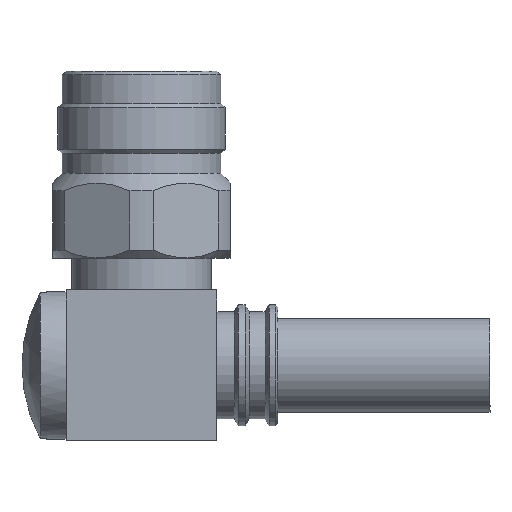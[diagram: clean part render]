
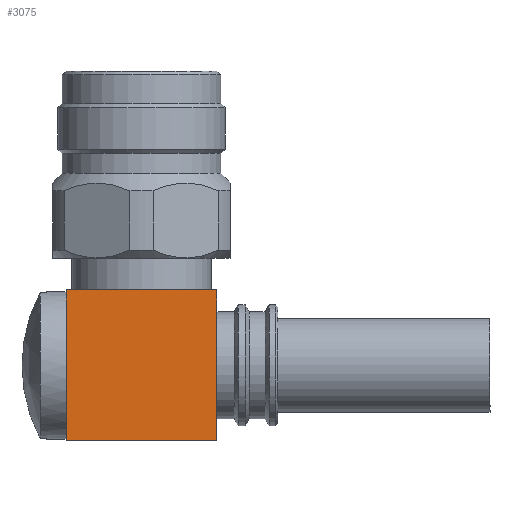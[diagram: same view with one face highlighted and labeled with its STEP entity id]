
A CAD part, left-side view. The second image highlights one B-rep face of the part: STEP entity #3075.
In plain terms, the highlighted planar face has unit normal (-1, 0, 0).
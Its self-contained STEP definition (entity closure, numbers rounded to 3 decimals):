
#265 = EDGE_LOOP ( 'NONE', ( #3459, #4434, #545, #3767 ) ) ;
#537 = VECTOR ( 'NONE', #2423, 1000. ) ;
#545 = ORIENTED_EDGE ( 'NONE', *, *, #2412, .F. ) ;
#1030 = CARTESIAN_POINT ( 'NONE',  ( -6.05, -6.05, -17.836 ) ) ;
#1152 = LINE ( 'NONE', #3733, #1442 ) ;
#1241 = LINE ( 'NONE', #3905, #537 ) ;
#1433 = FACE_OUTER_BOUND ( 'NONE', #265, .T. ) ;
#1439 = VERTEX_POINT ( 'NONE', #3192 ) ;
#1442 = VECTOR ( 'NONE', #2225, 1000. ) ;
#1531 = CARTESIAN_POINT ( 'NONE',  ( -6.05, -6.05, -29.936 ) ) ;
#1619 = VERTEX_POINT ( 'NONE', #3627 ) ;
#1624 = LINE ( 'NONE', #1030, #3879 ) ;
#1794 = CARTESIAN_POINT ( 'NONE',  ( -6.05, 6.05, -17.836 ) ) ;
#2198 = VECTOR ( 'NONE', #2293, 1000. ) ;
#2225 = DIRECTION ( 'NONE',  ( 0., 0., 1. ) ) ;
#2293 = DIRECTION ( 'NONE',  ( 0., 1., 0. ) ) ;
#2412 = EDGE_CURVE ( 'NONE', #3806, #1439, #4264, .T. ) ;
#2423 = DIRECTION ( 'NONE',  ( 0., 0., 1. ) ) ;
#2468 = CARTESIAN_POINT ( 'NONE',  ( -6.05, -6.05, -29.936 ) ) ;
#2797 = PLANE ( 'NONE',  #4368 ) ;
#3075 = ADVANCED_FACE ( 'NONE', ( #1433 ), #2797, .T. ) ;
#3192 = CARTESIAN_POINT ( 'NONE',  ( -6.05, 6.05, -29.936 ) ) ;
#3459 = ORIENTED_EDGE ( 'NONE', *, *, #3677, .T. ) ;
#3622 = CARTESIAN_POINT ( 'NONE',  ( -6.05, -6.05, -17.836 ) ) ;
#3627 = CARTESIAN_POINT ( 'NONE',  ( -6.05, -6.05, -17.836 ) ) ;
#3677 = EDGE_CURVE ( 'NONE', #1619, #3695, #1624, .T. ) ;
#3695 = VERTEX_POINT ( 'NONE', #1794 ) ;
#3733 = CARTESIAN_POINT ( 'NONE',  ( -6.05, -6.05, -17.836 ) ) ;
#3767 = ORIENTED_EDGE ( 'NONE', *, *, #3999, .T. ) ;
#3806 = VERTEX_POINT ( 'NONE', #2468 ) ;
#3879 = VECTOR ( 'NONE', #4057, 1000. ) ;
#3905 = CARTESIAN_POINT ( 'NONE',  ( -6.05, 6.05, -17.836 ) ) ;
#3985 = DIRECTION ( 'NONE',  ( -1., 0., 0. ) ) ;
#3999 = EDGE_CURVE ( 'NONE', #3806, #1619, #1152, .T. ) ;
#4057 = DIRECTION ( 'NONE',  ( 0., 1., 0. ) ) ;
#4264 = LINE ( 'NONE', #1531, #2198 ) ;
#4343 = DIRECTION ( 'NONE',  ( 0., 0., 1. ) ) ;
#4368 = AXIS2_PLACEMENT_3D ( 'NONE', #3622, #3985, #4343 ) ;
#4434 = ORIENTED_EDGE ( 'NONE', *, *, #4762, .F. ) ;
#4762 = EDGE_CURVE ( 'NONE', #1439, #3695, #1241, .T. ) ;
